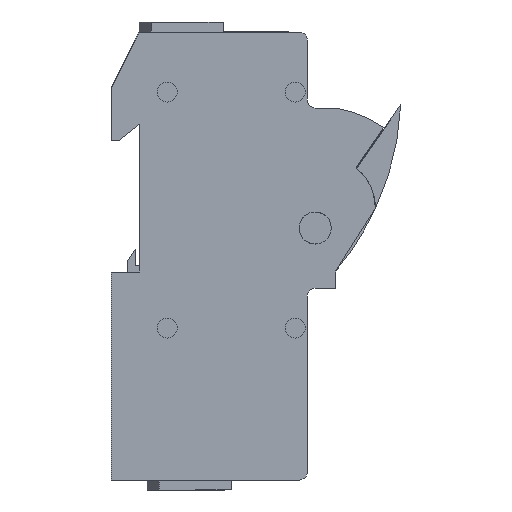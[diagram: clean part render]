
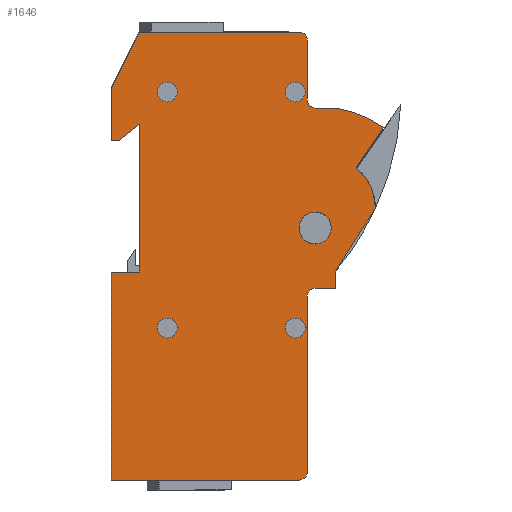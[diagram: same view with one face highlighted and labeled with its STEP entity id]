
A CAD part, left-side view. The second image highlights one B-rep face of the part: STEP entity #1646.
In plain terms, the highlighted face is planar.
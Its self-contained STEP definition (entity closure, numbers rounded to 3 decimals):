
#613=CARTESIAN_POINT('',(-24.,0.0,18.0));
#614=VERTEX_POINT('',#613);
#615=CARTESIAN_POINT('',(-24.0,40.,18.0));
#616=VERTEX_POINT('',#615);
#617=CARTESIAN_POINT('',(-24.,0.0,18.0));
#618=DIRECTION('',(0.0,1.0,0.0));
#619=VECTOR('',#618,40.);
#620=LINE('',#617,#619);
#621=EDGE_CURVE('',#614,#616,#620,.T.);
#1074=CARTESIAN_POINT('',(88.0,40.0,18.0));
#1075=VERTEX_POINT('',#1074);
#1082=CARTESIAN_POINT('',(88.0,-7.,18.0));
#1083=VERTEX_POINT('',#1082);
#1084=CARTESIAN_POINT('',(88.0,40.0,18.0));
#1085=DIRECTION('',(0.0,-1.0,0.0));
#1086=VECTOR('',#1085,47.0);
#1087=LINE('',#1084,#1086);
#1088=EDGE_CURVE('',#1075,#1083,#1087,.T.);
#1277=CARTESIAN_POINT('',(36.0,0.0,18.0));
#1278=VERTEX_POINT('',#1277);
#1285=CARTESIAN_POINT('',(-1.0,0.0,18.0));
#1286=VERTEX_POINT('',#1285);
#1287=CARTESIAN_POINT('',(36.0,0.0,18.0));
#1288=DIRECTION('',(-1.0,0.0,0.0));
#1289=VECTOR('',#1288,37.0);
#1290=LINE('',#1287,#1289);
#1291=EDGE_CURVE('',#1278,#1286,#1290,.T.);
#1429=CARTESIAN_POINT('',(22.264,22.004,18.0));
#1430=DIRECTION('',(0.0,0.0,1.0));
#1431=DIRECTION('',(1.0,0.0,0.0));
#1432=AXIS2_PLACEMENT_3D('',#1429,#1430,#1431);
#1433=PLANE('',#1432);
#1434=CARTESIAN_POINT('',(42.0,42.0,18.0));
#1435=VERTEX_POINT('',#1434);
#1436=CARTESIAN_POINT('',(86.,42.0,18.0));
#1437=VERTEX_POINT('',#1436);
#1438=CARTESIAN_POINT('',(42.0,42.,18.0));
#1439=DIRECTION('',(1.0,0.0,0.0));
#1440=VECTOR('',#1439,44.);
#1441=LINE('',#1438,#1440);
#1442=EDGE_CURVE('',#1435,#1437,#1441,.T.);
#1443=ORIENTED_EDGE('',*,*,#1442,.F.);
#1444=CARTESIAN_POINT('',(40.,44.0,18.0));
#1445=VERTEX_POINT('',#1444);
#1446=CARTESIAN_POINT('',(42.,44.,18.0));
#1447=DIRECTION('',(0.0,0.0,1.0));
#1448=DIRECTION('',(1.0,0.0,0.0));
#1449=AXIS2_PLACEMENT_3D('',#1446,#1447,#1448);
#1450=CIRCLE('',#1449,2.);
#1451=EDGE_CURVE('',#1445,#1435,#1450,.T.);
#1452=ORIENTED_EDGE('',*,*,#1451,.F.);
#1453=CARTESIAN_POINT('',(40.0,49.0,18.0));
#1454=VERTEX_POINT('',#1453);
#1455=CARTESIAN_POINT('',(40.0,49.0,18.0));
#1456=DIRECTION('',(0.0,-1.0,0.0));
#1457=VECTOR('',#1456,5.0);
#1458=LINE('',#1455,#1457);
#1459=EDGE_CURVE('',#1454,#1445,#1458,.T.);
#1460=ORIENTED_EDGE('',*,*,#1459,.F.);
#1461=CARTESIAN_POINT('',(36.0,49.0,18.0));
#1462=VERTEX_POINT('',#1461);
#1463=CARTESIAN_POINT('',(36.0,49.0,18.0));
#1464=DIRECTION('',(1.0,0.0,0.0));
#1465=VECTOR('',#1464,4.0);
#1466=LINE('',#1463,#1465);
#1467=EDGE_CURVE('',#1462,#1454,#1466,.T.);
#1468=ORIENTED_EDGE('',*,*,#1467,.F.);
#1469=CARTESIAN_POINT('',(20.0,59.0,18.0));
#1470=VERTEX_POINT('',#1469);
#1471=CARTESIAN_POINT('',(20.,59.0,18.0));
#1472=DIRECTION('',(0.848,-0.53,0.0));
#1473=VECTOR('',#1472,18.868);
#1474=LINE('',#1471,#1473);
#1475=EDGE_CURVE('',#1470,#1462,#1474,.T.);
#1476=ORIENTED_EDGE('',*,*,#1475,.F.);
#1477=CARTESIAN_POINT('',(10.0,54.2,18.0));
#1478=VERTEX_POINT('',#1477);
#1479=CARTESIAN_POINT('',(19.937,46.314,18.0));
#1480=DIRECTION('',(0.0,0.0,-1.0));
#1481=DIRECTION('',(0.005,1.,0.0));
#1482=AXIS2_PLACEMENT_3D('',#1479,#1480,#1481);
#1483=CIRCLE('',#1482,12.686);
#1484=EDGE_CURVE('',#1478,#1470,#1483,.T.);
#1485=ORIENTED_EDGE('',*,*,#1484,.F.);
#1486=CARTESIAN_POINT('',(-0.15,61.102,18.0));
#1487=VERTEX_POINT('',#1486);
#1488=CARTESIAN_POINT('',(-0.15,61.102,18.0));
#1489=DIRECTION('',(0.827,-0.562,0.0));
#1490=VECTOR('',#1489,12.274);
#1491=LINE('',#1488,#1490);
#1492=EDGE_CURVE('',#1487,#1478,#1491,.T.);
#1493=ORIENTED_EDGE('',*,*,#1492,.F.);
#1494=CARTESIAN_POINT('',(-5.,49.0,18.0));
#1495=VERTEX_POINT('',#1494);
#1496=CARTESIAN_POINT('',(25.,44.0,18.0));
#1497=DIRECTION('',(0.0,0.0,-1.0));
#1498=DIRECTION('',(-0.827,0.562,0.0));
#1499=AXIS2_PLACEMENT_3D('',#1496,#1497,#1498);
#1500=CIRCLE('',#1499,30.414);
#1501=EDGE_CURVE('',#1495,#1487,#1500,.T.);
#1502=ORIENTED_EDGE('',*,*,#1501,.F.);
#1503=CARTESIAN_POINT('',(-5.,44.0,18.0));
#1504=VERTEX_POINT('',#1503);
#1505=CARTESIAN_POINT('',(-5.,44.0,18.0));
#1506=DIRECTION('',(0.0,1.0,0.0));
#1507=VECTOR('',#1506,5.0);
#1508=LINE('',#1505,#1507);
#1509=EDGE_CURVE('',#1504,#1495,#1508,.T.);
#1510=ORIENTED_EDGE('',*,*,#1509,.F.);
#1511=CARTESIAN_POINT('',(-7.,42.0,18.0));
#1512=VERTEX_POINT('',#1511);
#1513=CARTESIAN_POINT('',(-7.,44.,18.0));
#1514=DIRECTION('',(0.0,0.0,1.0));
#1515=DIRECTION('',(0.0,1.0,0.0));
#1516=AXIS2_PLACEMENT_3D('',#1513,#1514,#1515);
#1517=CIRCLE('',#1516,2.);
#1518=EDGE_CURVE('',#1512,#1504,#1517,.T.);
#1519=ORIENTED_EDGE('',*,*,#1518,.F.);
#1520=CARTESIAN_POINT('',(-22.0,42.0,18.0));
#1521=VERTEX_POINT('',#1520);
#1522=CARTESIAN_POINT('',(-22.0,42.0,18.0));
#1523=DIRECTION('',(1.0,0.0,0.0));
#1524=VECTOR('',#1523,15.);
#1525=LINE('',#1522,#1524);
#1526=EDGE_CURVE('',#1521,#1512,#1525,.T.);
#1527=ORIENTED_EDGE('',*,*,#1526,.F.);
#1528=CARTESIAN_POINT('',(-22.,40.,18.0));
#1529=DIRECTION('',(0.0,0.0,-1.0));
#1530=DIRECTION('',(0.0,1.0,0.0));
#1531=AXIS2_PLACEMENT_3D('',#1528,#1529,#1530);
#1532=CIRCLE('',#1531,2.);
#1533=EDGE_CURVE('',#616,#1521,#1532,.T.);
#1534=ORIENTED_EDGE('',*,*,#1533,.F.);
#1535=ORIENTED_EDGE('',*,*,#621,.F.);
#1536=CARTESIAN_POINT('',(-10.0,-7.,18.0));
#1537=VERTEX_POINT('',#1536);
#1538=CARTESIAN_POINT('',(-10.,-7.,18.0));
#1539=DIRECTION('',(-0.894,0.447,0.0));
#1540=VECTOR('',#1539,15.652);
#1541=LINE('',#1538,#1540);
#1542=EDGE_CURVE('',#1537,#614,#1541,.T.);
#1543=ORIENTED_EDGE('',*,*,#1542,.F.);
#1544=CARTESIAN_POINT('',(3.,-7.,18.0));
#1545=VERTEX_POINT('',#1544);
#1546=CARTESIAN_POINT('',(3.0,-7.,18.0));
#1547=DIRECTION('',(-1.0,0.0,0.0));
#1548=VECTOR('',#1547,13.0);
#1549=LINE('',#1546,#1548);
#1550=EDGE_CURVE('',#1545,#1537,#1549,.T.);
#1551=ORIENTED_EDGE('',*,*,#1550,.F.);
#1552=CARTESIAN_POINT('',(3.,-5.0,18.0));
#1553=VERTEX_POINT('',#1552);
#1554=CARTESIAN_POINT('',(3.,-5.0,18.0));
#1555=DIRECTION('',(0.0,-1.0,0.0));
#1556=VECTOR('',#1555,2.);
#1557=LINE('',#1554,#1556);
#1558=EDGE_CURVE('',#1553,#1545,#1557,.T.);
#1559=ORIENTED_EDGE('',*,*,#1558,.F.);
#1560=CARTESIAN_POINT('',(-1.,0.,18.0));
#1561=DIRECTION('',(0.625,-0.781,0.0));
#1562=VECTOR('',#1561,6.403);
#1563=LINE('',#1560,#1562);
#1564=EDGE_CURVE('',#1286,#1553,#1563,.T.);
#1565=ORIENTED_EDGE('',*,*,#1564,.F.);
#1566=ORIENTED_EDGE('',*,*,#1291,.F.);
#1567=CARTESIAN_POINT('',(36.0,-7.,18.0));
#1568=VERTEX_POINT('',#1567);
#1569=CARTESIAN_POINT('',(36.0,-7.,18.0));
#1570=DIRECTION('',(0.0,1.0,0.0));
#1571=VECTOR('',#1570,7.);
#1572=LINE('',#1569,#1571);
#1573=EDGE_CURVE('',#1568,#1278,#1572,.T.);
#1574=ORIENTED_EDGE('',*,*,#1573,.F.);
#1575=CARTESIAN_POINT('',(88.,-7.,18.0));
#1576=DIRECTION('',(-1.0,0.0,0.0));
#1577=VECTOR('',#1576,52.);
#1578=LINE('',#1575,#1577);
#1579=EDGE_CURVE('',#1083,#1568,#1578,.T.);
#1580=ORIENTED_EDGE('',*,*,#1579,.F.);
#1581=ORIENTED_EDGE('',*,*,#1088,.F.);
#1582=CARTESIAN_POINT('',(86.,40.,18.0));
#1583=DIRECTION('',(0.0,0.0,-1.0));
#1584=DIRECTION('',(1.0,0.0,0.0));
#1585=AXIS2_PLACEMENT_3D('',#1582,#1583,#1584);
#1586=CIRCLE('',#1585,2.);
#1587=EDGE_CURVE('',#1437,#1075,#1586,.T.);
#1588=ORIENTED_EDGE('',*,*,#1587,.F.);
#1589=EDGE_LOOP('',(#1443,#1452,#1460,#1468,#1476,#1485,#1493,#1502,#1510,#1519,#1527,#1534,#1535,#1543,#1551,#1559,#1565,#1566,#1574,#1580,#1581,#1588));
#1590=FACE_OUTER_BOUND('',#1589,.T.);
#1591=CARTESIAN_POINT('',(-6.5,39.0,18.0));
#1592=VERTEX_POINT('',#1591);
#1593=CARTESIAN_POINT('',(-9.,39.0,18.0));
#1594=DIRECTION('',(0.0,0.0,-1.0));
#1595=DIRECTION('',(-1.0,0.0,0.0));
#1596=AXIS2_PLACEMENT_3D('',#1593,#1594,#1595);
#1597=CIRCLE('',#1596,2.5);
#1598=EDGE_CURVE('',#1592,#1592,#1597,.T.);
#1599=ORIENTED_EDGE('',*,*,#1598,.T.);
#1600=EDGE_LOOP('',(#1599));
#1601=FACE_BOUND('',#1600,.T.);
#1602=CARTESIAN_POINT('',(-6.5,7.,18.0));
#1603=VERTEX_POINT('',#1602);
#1604=CARTESIAN_POINT('',(-9.,7.,18.0));
#1605=DIRECTION('',(0.0,0.0,-1.0));
#1606=DIRECTION('',(-1.0,0.0,0.0));
#1607=AXIS2_PLACEMENT_3D('',#1604,#1605,#1606);
#1608=CIRCLE('',#1607,2.5);
#1609=EDGE_CURVE('',#1603,#1603,#1608,.T.);
#1610=ORIENTED_EDGE('',*,*,#1609,.T.);
#1611=EDGE_LOOP('',(#1610));
#1612=FACE_BOUND('',#1611,.T.);
#1613=CARTESIAN_POINT('',(52.5,39.0,18.0));
#1614=VERTEX_POINT('',#1613);
#1615=CARTESIAN_POINT('',(50.0,39.0,18.0));
#1616=DIRECTION('',(0.0,0.0,-1.0));
#1617=DIRECTION('',(-1.0,0.0,0.0));
#1618=AXIS2_PLACEMENT_3D('',#1615,#1616,#1617);
#1619=CIRCLE('',#1618,2.5);
#1620=EDGE_CURVE('',#1614,#1614,#1619,.T.);
#1621=ORIENTED_EDGE('',*,*,#1620,.T.);
#1622=EDGE_LOOP('',(#1621));
#1623=FACE_BOUND('',#1622,.T.);
#1624=CARTESIAN_POINT('',(52.5,7.,18.0));
#1625=VERTEX_POINT('',#1624);
#1626=CARTESIAN_POINT('',(50.0,7.,18.0));
#1627=DIRECTION('',(0.0,0.0,-1.0));
#1628=DIRECTION('',(-1.0,0.0,0.0));
#1629=AXIS2_PLACEMENT_3D('',#1626,#1627,#1628);
#1630=CIRCLE('',#1629,2.5);
#1631=EDGE_CURVE('',#1625,#1625,#1630,.T.);
#1632=ORIENTED_EDGE('',*,*,#1631,.T.);
#1633=EDGE_LOOP('',(#1632));
#1634=FACE_BOUND('',#1633,.T.);
#1635=CARTESIAN_POINT('',(29.,44.0,18.0));
#1636=VERTEX_POINT('',#1635);
#1637=CARTESIAN_POINT('',(25.,44.0,18.0));
#1638=DIRECTION('',(0.0,0.0,-1.0));
#1639=DIRECTION('',(-1.0,0.0,0.0));
#1640=AXIS2_PLACEMENT_3D('',#1637,#1638,#1639);
#1641=CIRCLE('',#1640,4.);
#1642=EDGE_CURVE('',#1636,#1636,#1641,.T.);
#1643=ORIENTED_EDGE('',*,*,#1642,.T.);
#1644=EDGE_LOOP('',(#1643));
#1645=FACE_BOUND('',#1644,.T.);
#1646=ADVANCED_FACE('',(#1590,#1601,#1612,#1623,#1634,#1645),#1433,.T.);
